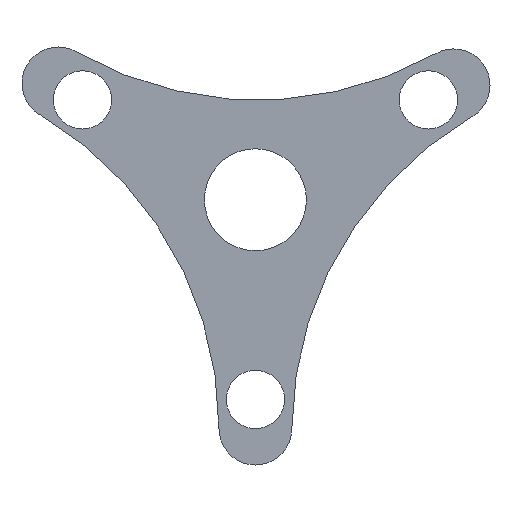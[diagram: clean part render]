
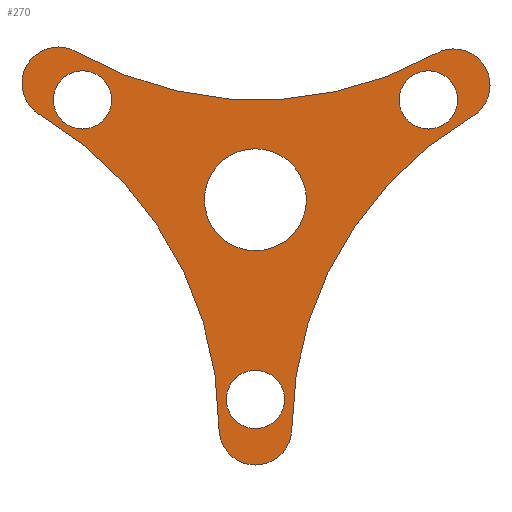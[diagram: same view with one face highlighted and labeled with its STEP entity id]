
A CAD part, front view. The second image highlights one B-rep face of the part: STEP entity #270.
In plain terms, the highlighted planar face has unit normal (0, -1, 0).
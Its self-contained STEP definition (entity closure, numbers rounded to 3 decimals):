
#19=FACE_BOUND('',#59,.T.);
#20=FACE_BOUND('',#60,.T.);
#21=FACE_BOUND('',#61,.T.);
#22=FACE_BOUND('',#62,.T.);
#26=PLANE('',#324);
#40=FACE_OUTER_BOUND('',#58,.T.);
#58=EDGE_LOOP('',(#235,#236,#237,#238,#239,#240,#241,#242));
#59=EDGE_LOOP('',(#243));
#60=EDGE_LOOP('',(#244));
#61=EDGE_LOOP('',(#245));
#62=EDGE_LOOP('',(#246));
#70=LINE('',#441,#86);
#77=LINE('',#479,#93);
#86=VECTOR('',#354,10.);
#93=VECTOR('',#399,10.);
#95=CIRCLE('',#292,249.5);
#98=CIRCLE('',#296,25.);
#99=CIRCLE('',#298,249.5);
#101=CIRCLE('',#302,249.5);
#103=CIRCLE('',#305,25.);
#106=CIRCLE('',#309,20.);
#108=CIRCLE('',#312,35.);
#110=CIRCLE('',#315,20.);
#112=CIRCLE('',#318,20.);
#113=CIRCLE('',#321,25.);
#115=VERTEX_POINT('',#413);
#116=VERTEX_POINT('',#414);
#120=VERTEX_POINT('',#424);
#121=VERTEX_POINT('',#428);
#122=VERTEX_POINT('',#429);
#126=VERTEX_POINT('',#439);
#127=VERTEX_POINT('',#443);
#128=VERTEX_POINT('',#444);
#132=VERTEX_POINT('',#457);
#134=VERTEX_POINT('',#463);
#136=VERTEX_POINT('',#469);
#138=VERTEX_POINT('',#475);
#139=EDGE_CURVE('',#115,#116,#95,.F.);
#145=EDGE_CURVE('',#120,#116,#98,.T.);
#146=EDGE_CURVE('',#121,#122,#99,.F.);
#152=EDGE_CURVE('',#126,#122,#70,.T.);
#153=EDGE_CURVE('',#127,#128,#101,.F.);
#157=EDGE_CURVE('',#115,#128,#103,.T.);
#161=EDGE_CURVE('',#132,#132,#106,.T.);
#164=EDGE_CURVE('',#134,#134,#108,.T.);
#167=EDGE_CURVE('',#136,#136,#110,.T.);
#170=EDGE_CURVE('',#138,#138,#112,.T.);
#171=EDGE_CURVE('',#121,#120,#77,.T.);
#173=EDGE_CURVE('',#127,#126,#113,.T.);
#235=ORIENTED_EDGE('',*,*,#146,.T.);
#236=ORIENTED_EDGE('',*,*,#152,.F.);
#237=ORIENTED_EDGE('',*,*,#173,.F.);
#238=ORIENTED_EDGE('',*,*,#153,.T.);
#239=ORIENTED_EDGE('',*,*,#157,.F.);
#240=ORIENTED_EDGE('',*,*,#139,.T.);
#241=ORIENTED_EDGE('',*,*,#145,.F.);
#242=ORIENTED_EDGE('',*,*,#171,.F.);
#243=ORIENTED_EDGE('',*,*,#170,.F.);
#244=ORIENTED_EDGE('',*,*,#167,.F.);
#245=ORIENTED_EDGE('',*,*,#164,.F.);
#246=ORIENTED_EDGE('',*,*,#161,.F.);
#270=ADVANCED_FACE('',(#40,#19,#20,#21,#22),#26,.F.);
#292=AXIS2_PLACEMENT_3D('',#415,#329,#330);
#296=AXIS2_PLACEMENT_3D('',#426,#340,#341);
#298=AXIS2_PLACEMENT_3D('',#430,#344,#345);
#302=AXIS2_PLACEMENT_3D('',#445,#357,#358);
#305=AXIS2_PLACEMENT_3D('',#452,#365,#366);
#309=AXIS2_PLACEMENT_3D('',#459,#374,#375);
#312=AXIS2_PLACEMENT_3D('',#465,#381,#382);
#315=AXIS2_PLACEMENT_3D('',#471,#388,#389);
#318=AXIS2_PLACEMENT_3D('',#477,#395,#396);
#321=AXIS2_PLACEMENT_3D('',#482,#403,#404);
#324=AXIS2_PLACEMENT_3D('',#485,#409,#410);
#329=DIRECTION('center_axis',(0.,-1.,0.));
#330=DIRECTION('ref_axis',(0.498,0.,0.867));
#340=DIRECTION('center_axis',(0.,1.,0.));
#341=DIRECTION('ref_axis',(-0.509,0.,-0.861));
#344=DIRECTION('center_axis',(0.,-1.,0.));
#345=DIRECTION('ref_axis',(1.,0.,0.));
#354=DIRECTION('',(0.,0.,1.));
#357=DIRECTION('center_axis',(0.,-1.,0.));
#358=DIRECTION('ref_axis',(0.505,0.,-0.863));
#365=DIRECTION('center_axis',(0.,1.,0.));
#366=DIRECTION('ref_axis',(-0.5,0.,0.866));
#374=DIRECTION('center_axis',(0.,-1.,0.));
#375=DIRECTION('ref_axis',(1.,0.,0.));
#381=DIRECTION('center_axis',(0.,-1.,0.));
#382=DIRECTION('ref_axis',(1.,0.,0.));
#388=DIRECTION('center_axis',(0.,-1.,0.));
#389=DIRECTION('ref_axis',(1.,0.,0.));
#395=DIRECTION('center_axis',(0.,-1.,0.));
#396=DIRECTION('ref_axis',(1.,0.,0.));
#399=DIRECTION('',(-0.861,0.,0.509));
#403=DIRECTION('center_axis',(0.,1.,0.));
#404=DIRECTION('ref_axis',(1.,0.,0.));
#409=DIRECTION('center_axis',(0.,1.,0.));
#410=DIRECTION('ref_axis',(0.,0.,1.));
#413=CARTESIAN_POINT('',(123.726,0.,100.299));
#414=CARTESIAN_POINT('',(-122.685,0.,101.496));
#415=CARTESIAN_POINT('Origin',(1.575,0.,317.852));
#424=CARTESIAN_POINT('',(-147.85,0.,58.291));
#426=CARTESIAN_POINT('Origin',(-135.136,0.,79.817));
#428=CARTESIAN_POINT('',(-147.614,0.,58.152));
#429=CARTESIAN_POINT('',(-25.,0.,-156.674));
#430=CARTESIAN_POINT('Origin',(-274.5,0.,-156.674));
#439=CARTESIAN_POINT('',(-25.,0.,-157.));
#441=CARTESIAN_POINT('',(-25.,0.,-157.));
#443=CARTESIAN_POINT('',(25.,0.,-157.135));
#444=CARTESIAN_POINT('',(148.583,0.,56.917));
#445=CARTESIAN_POINT('Origin',(274.496,0.,-158.48));
#452=CARTESIAN_POINT('Origin',(135.966,0.,78.5));
#457=CARTESIAN_POINT('',(-138.645,0.,68.5));
#459=CARTESIAN_POINT('Origin',(-118.645,0.,68.5));
#463=CARTESIAN_POINT('',(-35.,0.,0.));
#465=CARTESIAN_POINT('Origin',(0.,0.,0.));
#469=CARTESIAN_POINT('',(-20.,0.,-137.));
#471=CARTESIAN_POINT('Origin',(0.,0.,-137.));
#475=CARTESIAN_POINT('',(98.645,0.,68.5));
#477=CARTESIAN_POINT('Origin',(118.645,0.,68.5));
#479=CARTESIAN_POINT('',(-44.931,0.,-2.497));
#482=CARTESIAN_POINT('Origin',(0.,0.,-157.));
#485=CARTESIAN_POINT('Origin',(90.435,0.,50.279));
